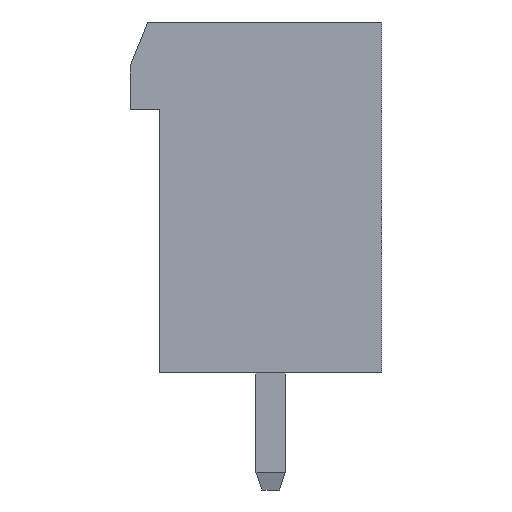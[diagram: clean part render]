
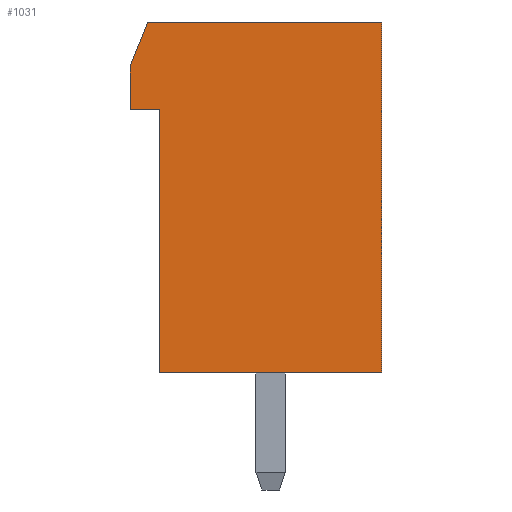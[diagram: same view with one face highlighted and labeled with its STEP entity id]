
A CAD part, left-side view. The second image highlights one B-rep face of the part: STEP entity #1031.
In plain terms, the highlighted planar face has unit normal (-1, 0, 0).
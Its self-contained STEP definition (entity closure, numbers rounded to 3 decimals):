
#22 = VERTEX_POINT('',#23);
#23 = CARTESIAN_POINT('',(-3.5,3.8,9.));
#32 = PLANE('',#33);
#33 = AXIS2_PLACEMENT_3D('',#34,#35,#36);
#34 = CARTESIAN_POINT('',(-3.5,3.8,9.));
#35 = DIRECTION('',(0.,1.,0.));
#36 = DIRECTION('',(0.,0.,-1.));
#44 = PLANE('',#45);
#45 = AXIS2_PLACEMENT_3D('',#46,#47,#48);
#46 = CARTESIAN_POINT('',(-3.5,4.8,9.));
#47 = DIRECTION('',(0.,0.,-1.));
#48 = DIRECTION('',(0.,-1.,0.));
#85 = VERTEX_POINT('',#86);
#86 = CARTESIAN_POINT('',(-3.5,3.8,0.));
#100 = PLANE('',#101);
#101 = AXIS2_PLACEMENT_3D('',#102,#103,#104);
#102 = CARTESIAN_POINT('',(-3.5,3.8,0.));
#103 = DIRECTION('',(0.,0.,-1.));
#104 = DIRECTION('',(0.,-1.,0.));
#112 = EDGE_CURVE('',#22,#85,#113,.T.);
#113 = SURFACE_CURVE('',#114,(#118,#125),.PCURVE_S1.);
#114 = LINE('',#115,#116);
#115 = CARTESIAN_POINT('',(-3.5,3.8,9.));
#116 = VECTOR('',#117,1.);
#117 = DIRECTION('',(0.,0.,-1.));
#118 = PCURVE('',#32,#119);
#119 = DEFINITIONAL_REPRESENTATION('',(#120),#124);
#120 = LINE('',#121,#122);
#121 = CARTESIAN_POINT('',(0.,0.));
#122 = VECTOR('',#123,1.);
#123 = DIRECTION('',(1.,0.));
#124 = ( GEOMETRIC_REPRESENTATION_CONTEXT(2)
PARAMETRIC_REPRESENTATION_CONTEXT() REPRESENTATION_CONTEXT('2D SPACE',''
) );
#125 = PCURVE('',#126,#131);
#126 = PLANE('',#127);
#127 = AXIS2_PLACEMENT_3D('',#128,#129,#130);
#128 = CARTESIAN_POINT('',(-3.5,3.8,0.));
#129 = DIRECTION('',(1.,0.,0.));
#130 = DIRECTION('',(0.,0.,1.));
#131 = DEFINITIONAL_REPRESENTATION('',(#132),#136);
#132 = LINE('',#133,#134);
#133 = CARTESIAN_POINT('',(9.,0.));
#134 = VECTOR('',#135,1.);
#135 = DIRECTION('',(-1.,0.));
#136 = ( GEOMETRIC_REPRESENTATION_CONTEXT(2)
PARAMETRIC_REPRESENTATION_CONTEXT() REPRESENTATION_CONTEXT('2D SPACE',''
) );
#142 = VERTEX_POINT('',#143);
#143 = CARTESIAN_POINT('',(-3.5,4.8,9.));
#159 = PLANE('',#160);
#160 = AXIS2_PLACEMENT_3D('',#161,#162,#163);
#161 = CARTESIAN_POINT('',(-3.5,4.8,10.5));
#162 = DIRECTION('',(0.,1.,0.));
#163 = DIRECTION('',(0.,0.,-1.));
#193 = EDGE_CURVE('',#142,#22,#194,.T.);
#194 = SURFACE_CURVE('',#195,(#199,#206),.PCURVE_S1.);
#195 = LINE('',#196,#197);
#196 = CARTESIAN_POINT('',(-3.5,4.8,9.));
#197 = VECTOR('',#198,1.);
#198 = DIRECTION('',(0.,-1.,0.));
#199 = PCURVE('',#44,#200);
#200 = DEFINITIONAL_REPRESENTATION('',(#201),#205);
#201 = LINE('',#202,#203);
#202 = CARTESIAN_POINT('',(0.,0.));
#203 = VECTOR('',#204,1.);
#204 = DIRECTION('',(1.,0.));
#205 = ( GEOMETRIC_REPRESENTATION_CONTEXT(2)
PARAMETRIC_REPRESENTATION_CONTEXT() REPRESENTATION_CONTEXT('2D SPACE',''
) );
#206 = PCURVE('',#126,#207);
#207 = DEFINITIONAL_REPRESENTATION('',(#208),#212);
#208 = LINE('',#209,#210);
#209 = CARTESIAN_POINT('',(9.,-1.));
#210 = VECTOR('',#211,1.);
#211 = DIRECTION('',(0.,1.));
#212 = ( GEOMETRIC_REPRESENTATION_CONTEXT(2)
PARAMETRIC_REPRESENTATION_CONTEXT() REPRESENTATION_CONTEXT('2D SPACE',''
) );
#242 = VERTEX_POINT('',#243);
#243 = CARTESIAN_POINT('',(-3.5,-3.8,0.));
#257 = PLANE('',#258);
#258 = AXIS2_PLACEMENT_3D('',#259,#260,#261);
#259 = CARTESIAN_POINT('',(-3.5,-3.8,0.));
#260 = DIRECTION('',(0.,-1.,0.));
#261 = DIRECTION('',(0.,0.,1.));
#269 = EDGE_CURVE('',#85,#242,#270,.T.);
#270 = SURFACE_CURVE('',#271,(#275,#282),.PCURVE_S1.);
#271 = LINE('',#272,#273);
#272 = CARTESIAN_POINT('',(-3.5,3.8,0.));
#273 = VECTOR('',#274,1.);
#274 = DIRECTION('',(0.,-1.,0.));
#275 = PCURVE('',#100,#276);
#276 = DEFINITIONAL_REPRESENTATION('',(#277),#281);
#277 = LINE('',#278,#279);
#278 = CARTESIAN_POINT('',(0.,0.));
#279 = VECTOR('',#280,1.);
#280 = DIRECTION('',(1.,0.));
#281 = ( GEOMETRIC_REPRESENTATION_CONTEXT(2)
PARAMETRIC_REPRESENTATION_CONTEXT() REPRESENTATION_CONTEXT('2D SPACE',''
) );
#282 = PCURVE('',#126,#283);
#283 = DEFINITIONAL_REPRESENTATION('',(#284),#288);
#284 = LINE('',#285,#286);
#285 = CARTESIAN_POINT('',(0.,0.));
#286 = VECTOR('',#287,1.);
#287 = DIRECTION('',(0.,1.));
#288 = ( GEOMETRIC_REPRESENTATION_CONTEXT(2)
PARAMETRIC_REPRESENTATION_CONTEXT() REPRESENTATION_CONTEXT('2D SPACE',''
) );
#1031 = ADVANCED_FACE('',(#1032),#126,.F.);
#1032 = FACE_BOUND('',#1033,.T.);
#1033 = EDGE_LOOP('',(#1034,#1035,#1058,#1086,#1114,#1135,#1136));
#1034 = ORIENTED_EDGE('',*,*,#269,.T.);
#1035 = ORIENTED_EDGE('',*,*,#1036,.T.);
#1036 = EDGE_CURVE('',#242,#1037,#1039,.T.);
#1037 = VERTEX_POINT('',#1038);
#1038 = CARTESIAN_POINT('',(-3.5,-3.8,12.));
#1039 = SURFACE_CURVE('',#1040,(#1044,#1051),.PCURVE_S1.);
#1040 = LINE('',#1041,#1042);
#1041 = CARTESIAN_POINT('',(-3.5,-3.8,0.));
#1042 = VECTOR('',#1043,1.);
#1043 = DIRECTION('',(0.,0.,1.));
#1044 = PCURVE('',#126,#1045);
#1045 = DEFINITIONAL_REPRESENTATION('',(#1046),#1050);
#1046 = LINE('',#1047,#1048);
#1047 = CARTESIAN_POINT('',(0.,7.6));
#1048 = VECTOR('',#1049,1.);
#1049 = DIRECTION('',(1.,0.));
#1050 = ( GEOMETRIC_REPRESENTATION_CONTEXT(2)
PARAMETRIC_REPRESENTATION_CONTEXT() REPRESENTATION_CONTEXT('2D SPACE',''
) );
#1051 = PCURVE('',#257,#1052);
#1052 = DEFINITIONAL_REPRESENTATION('',(#1053),#1057);
#1053 = LINE('',#1054,#1055);
#1054 = CARTESIAN_POINT('',(0.,0.));
#1055 = VECTOR('',#1056,1.);
#1056 = DIRECTION('',(1.,0.));
#1057 = ( GEOMETRIC_REPRESENTATION_CONTEXT(2)
PARAMETRIC_REPRESENTATION_CONTEXT() REPRESENTATION_CONTEXT('2D SPACE',''
) );
#1058 = ORIENTED_EDGE('',*,*,#1059,.T.);
#1059 = EDGE_CURVE('',#1037,#1060,#1062,.T.);
#1060 = VERTEX_POINT('',#1061);
#1061 = CARTESIAN_POINT('',(-3.5,4.2,12.));
#1062 = SURFACE_CURVE('',#1063,(#1067,#1074),.PCURVE_S1.);
#1063 = LINE('',#1064,#1065);
#1064 = CARTESIAN_POINT('',(-3.5,-3.8,12.));
#1065 = VECTOR('',#1066,1.);
#1066 = DIRECTION('',(0.,1.,0.));
#1067 = PCURVE('',#126,#1068);
#1068 = DEFINITIONAL_REPRESENTATION('',(#1069),#1073);
#1069 = LINE('',#1070,#1071);
#1070 = CARTESIAN_POINT('',(12.,7.6));
#1071 = VECTOR('',#1072,1.);
#1072 = DIRECTION('',(0.,-1.));
#1073 = ( GEOMETRIC_REPRESENTATION_CONTEXT(2)
PARAMETRIC_REPRESENTATION_CONTEXT() REPRESENTATION_CONTEXT('2D SPACE',''
) );
#1074 = PCURVE('',#1075,#1080);
#1075 = PLANE('',#1076);
#1076 = AXIS2_PLACEMENT_3D('',#1077,#1078,#1079);
#1077 = CARTESIAN_POINT('',(-3.5,-3.8,12.));
#1078 = DIRECTION('',(0.,0.,1.));
#1079 = DIRECTION('',(0.,1.,0.));
#1080 = DEFINITIONAL_REPRESENTATION('',(#1081),#1085);
#1081 = LINE('',#1082,#1083);
#1082 = CARTESIAN_POINT('',(0.,0.));
#1083 = VECTOR('',#1084,1.);
#1084 = DIRECTION('',(1.,0.));
#1085 = ( GEOMETRIC_REPRESENTATION_CONTEXT(2)
PARAMETRIC_REPRESENTATION_CONTEXT() REPRESENTATION_CONTEXT('2D SPACE',''
) );
#1086 = ORIENTED_EDGE('',*,*,#1087,.T.);
#1087 = EDGE_CURVE('',#1060,#1088,#1090,.T.);
#1088 = VERTEX_POINT('',#1089);
#1089 = CARTESIAN_POINT('',(-3.5,4.8,10.5));
#1090 = SURFACE_CURVE('',#1091,(#1095,#1102),.PCURVE_S1.);
#1091 = LINE('',#1092,#1093);
#1092 = CARTESIAN_POINT('',(-3.5,4.2,12.));
#1093 = VECTOR('',#1094,1.);
#1094 = DIRECTION('',(0.,0.371,-0.928));
#1095 = PCURVE('',#126,#1096);
#1096 = DEFINITIONAL_REPRESENTATION('',(#1097),#1101);
#1097 = LINE('',#1098,#1099);
#1098 = CARTESIAN_POINT('',(12.,-0.4));
#1099 = VECTOR('',#1100,1.);
#1100 = DIRECTION('',(-0.928,-0.371));
#1101 = ( GEOMETRIC_REPRESENTATION_CONTEXT(2)
PARAMETRIC_REPRESENTATION_CONTEXT() REPRESENTATION_CONTEXT('2D SPACE',''
) );
#1102 = PCURVE('',#1103,#1108);
#1103 = PLANE('',#1104);
#1104 = AXIS2_PLACEMENT_3D('',#1105,#1106,#1107);
#1105 = CARTESIAN_POINT('',(-3.5,4.2,12.));
#1106 = DIRECTION('',(0.,0.928,0.371));
#1107 = DIRECTION('',(0.,0.371,-0.928));
#1108 = DEFINITIONAL_REPRESENTATION('',(#1109),#1113);
#1109 = LINE('',#1110,#1111);
#1110 = CARTESIAN_POINT('',(0.,0.));
#1111 = VECTOR('',#1112,1.);
#1112 = DIRECTION('',(1.,0.));
#1113 = ( GEOMETRIC_REPRESENTATION_CONTEXT(2)
PARAMETRIC_REPRESENTATION_CONTEXT() REPRESENTATION_CONTEXT('2D SPACE',''
) );
#1114 = ORIENTED_EDGE('',*,*,#1115,.T.);
#1115 = EDGE_CURVE('',#1088,#142,#1116,.T.);
#1116 = SURFACE_CURVE('',#1117,(#1121,#1128),.PCURVE_S1.);
#1117 = LINE('',#1118,#1119);
#1118 = CARTESIAN_POINT('',(-3.5,4.8,10.5));
#1119 = VECTOR('',#1120,1.);
#1120 = DIRECTION('',(0.,0.,-1.));
#1121 = PCURVE('',#126,#1122);
#1122 = DEFINITIONAL_REPRESENTATION('',(#1123),#1127);
#1123 = LINE('',#1124,#1125);
#1124 = CARTESIAN_POINT('',(10.5,-1.));
#1125 = VECTOR('',#1126,1.);
#1126 = DIRECTION('',(-1.,0.));
#1127 = ( GEOMETRIC_REPRESENTATION_CONTEXT(2)
PARAMETRIC_REPRESENTATION_CONTEXT() REPRESENTATION_CONTEXT('2D SPACE',''
) );
#1128 = PCURVE('',#159,#1129);
#1129 = DEFINITIONAL_REPRESENTATION('',(#1130),#1134);
#1130 = LINE('',#1131,#1132);
#1131 = CARTESIAN_POINT('',(0.,0.));
#1132 = VECTOR('',#1133,1.);
#1133 = DIRECTION('',(1.,0.));
#1134 = ( GEOMETRIC_REPRESENTATION_CONTEXT(2)
PARAMETRIC_REPRESENTATION_CONTEXT() REPRESENTATION_CONTEXT('2D SPACE',''
) );
#1135 = ORIENTED_EDGE('',*,*,#193,.T.);
#1136 = ORIENTED_EDGE('',*,*,#112,.T.);
